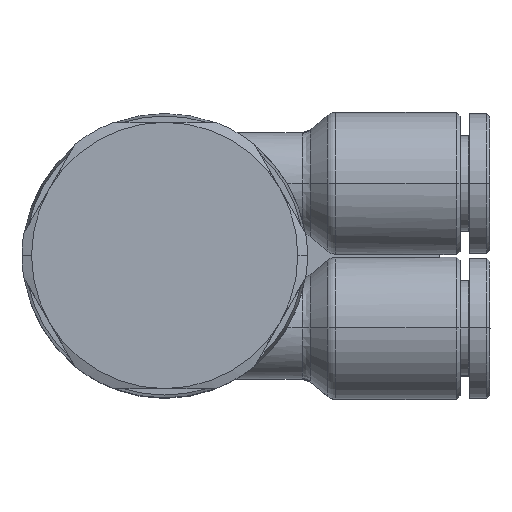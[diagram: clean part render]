
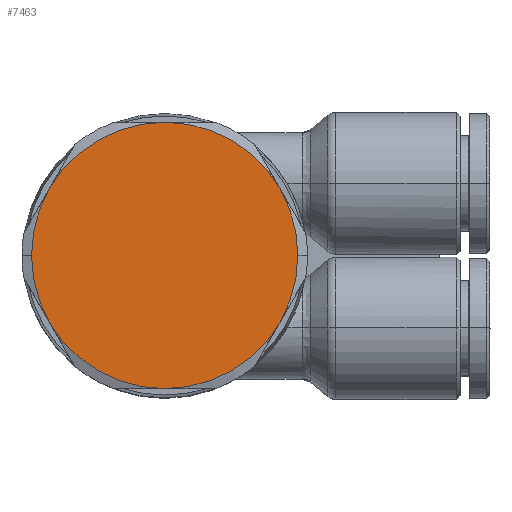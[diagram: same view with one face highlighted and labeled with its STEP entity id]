
A CAD part, top view. The second image highlights one B-rep face of the part: STEP entity #7463.
In plain terms, the highlighted planar face has unit normal (0, 0, 1).
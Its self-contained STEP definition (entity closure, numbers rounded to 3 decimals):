
#6392=CARTESIAN_POINT('',(13.2,5.7,14.5));
#6393=VERTEX_POINT('',#6392);
#6400=CARTESIAN_POINT('',(11.793,0.45,14.5));
#6401=VERTEX_POINT('',#6400);
#6402=CARTESIAN_POINT('',(2.7,5.7,14.5));
#6403=DIRECTION('',(0.0,0.0,1.0));
#6404=DIRECTION('',(-1.0,0.0,0.0));
#6405=AXIS2_PLACEMENT_3D('',#6402,#6403,#6404);
#6406=CIRCLE('',#6405,10.5);
#6407=EDGE_CURVE('',#6401,#6393,#6406,.T.);
#6431=CARTESIAN_POINT('',(-7.8,5.7,14.5));
#6432=VERTEX_POINT('',#6431);
#6440=CARTESIAN_POINT('',(-6.393,0.45,14.5));
#6441=VERTEX_POINT('',#6440);
#6455=CARTESIAN_POINT('',(2.7,5.7,14.5));
#6456=DIRECTION('',(0.0,0.0,1.0));
#6457=DIRECTION('',(-1.0,0.0,0.0));
#6458=AXIS2_PLACEMENT_3D('',#6455,#6456,#6457);
#6459=CIRCLE('',#6458,10.5);
#6460=EDGE_CURVE('',#6432,#6441,#6459,.T.);
#6795=CARTESIAN_POINT('',(-6.393,10.95,14.5));
#6796=VERTEX_POINT('',#6795);
#6797=CARTESIAN_POINT('',(2.7,5.7,14.5));
#6798=DIRECTION('',(0.0,0.0,1.0));
#6799=DIRECTION('',(-1.0,0.0,0.0));
#6800=AXIS2_PLACEMENT_3D('',#6797,#6798,#6799);
#6801=CIRCLE('',#6800,10.5);
#6802=EDGE_CURVE('',#6796,#6432,#6801,.T.);
#6836=CARTESIAN_POINT('',(2.7,16.2,14.5));
#6837=VERTEX_POINT('',#6836);
#6873=CARTESIAN_POINT('',(2.7,5.7,14.5));
#6874=DIRECTION('',(0.0,0.0,1.0));
#6875=DIRECTION('',(-1.0,0.0,0.0));
#6876=AXIS2_PLACEMENT_3D('',#6873,#6874,#6875);
#6877=CIRCLE('',#6876,10.5);
#6878=EDGE_CURVE('',#6837,#6796,#6877,.T.);
#6903=CARTESIAN_POINT('',(11.793,10.95,14.5));
#6904=VERTEX_POINT('',#6903);
#6905=CARTESIAN_POINT('',(2.7,5.7,14.5));
#6906=DIRECTION('',(0.0,0.0,1.0));
#6907=DIRECTION('',(-1.0,0.0,0.0));
#6908=AXIS2_PLACEMENT_3D('',#6905,#6906,#6907);
#6909=CIRCLE('',#6908,10.5);
#6910=EDGE_CURVE('',#6904,#6837,#6909,.T.);
#6965=CARTESIAN_POINT('',(2.7,5.7,14.5));
#6966=DIRECTION('',(0.0,0.0,1.0));
#6967=DIRECTION('',(-1.0,0.0,0.0));
#6968=AXIS2_PLACEMENT_3D('',#6965,#6966,#6967);
#6969=CIRCLE('',#6968,10.5);
#6970=EDGE_CURVE('',#6393,#6904,#6969,.T.);
#6995=CARTESIAN_POINT('',(2.7,-4.8,14.5));
#6996=VERTEX_POINT('',#6995);
#6997=CARTESIAN_POINT('',(2.7,5.7,14.5));
#6998=DIRECTION('',(0.0,0.0,1.0));
#6999=DIRECTION('',(-1.0,0.0,0.0));
#7000=AXIS2_PLACEMENT_3D('',#6997,#6998,#6999);
#7001=CIRCLE('',#7000,10.5);
#7002=EDGE_CURVE('',#6996,#6401,#7001,.T.);
#7049=CARTESIAN_POINT('',(2.7,5.7,14.5));
#7050=DIRECTION('',(0.0,0.0,1.0));
#7051=DIRECTION('',(-1.0,0.0,0.0));
#7052=AXIS2_PLACEMENT_3D('',#7049,#7050,#7051);
#7053=CIRCLE('',#7052,10.5);
#7054=EDGE_CURVE('',#6441,#6996,#7053,.T.);
#7448=CARTESIAN_POINT('',(2.7,5.7,14.5));
#7449=DIRECTION('',(0.0,0.0,1.0));
#7450=DIRECTION('',(-1.0,0.0,0.0));
#7451=AXIS2_PLACEMENT_3D('',#7448,#7449,#7450);
#7452=PLANE('',#7451);
#7453=ORIENTED_EDGE('',*,*,#7054,.T.);
#7454=ORIENTED_EDGE('',*,*,#7002,.T.);
#7455=ORIENTED_EDGE('',*,*,#6407,.T.);
#7456=ORIENTED_EDGE('',*,*,#6970,.T.);
#7457=ORIENTED_EDGE('',*,*,#6910,.T.);
#7458=ORIENTED_EDGE('',*,*,#6878,.T.);
#7459=ORIENTED_EDGE('',*,*,#6802,.T.);
#7460=ORIENTED_EDGE('',*,*,#6460,.T.);
#7461=EDGE_LOOP('',(#7453,#7454,#7455,#7456,#7457,#7458,#7459,#7460));
#7462=FACE_OUTER_BOUND('',#7461,.T.);
#7463=ADVANCED_FACE('',(#7462),#7452,.T.);
